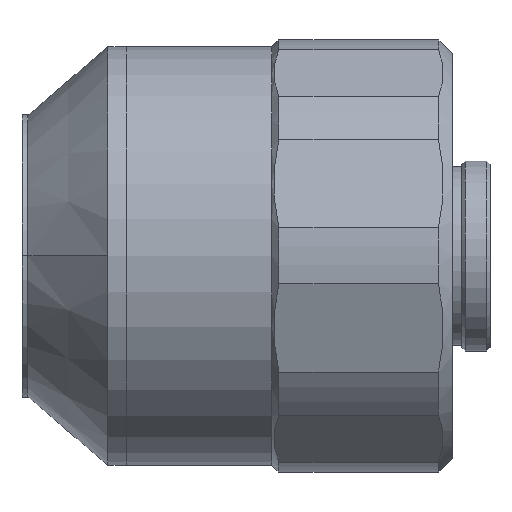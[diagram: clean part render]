
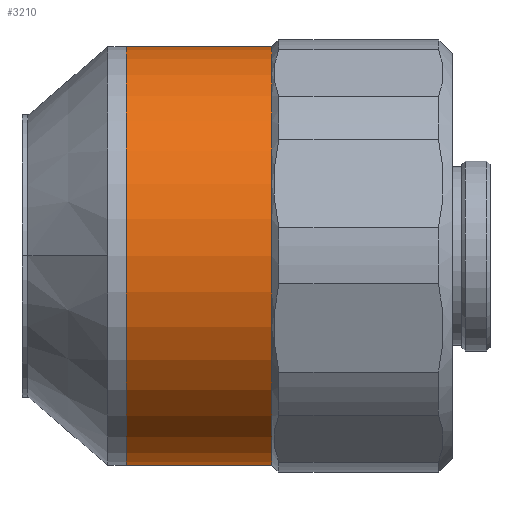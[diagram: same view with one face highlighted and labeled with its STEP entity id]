
A CAD part, top view. The second image highlights one B-rep face of the part: STEP entity #3210.
In plain terms, the highlighted cylindrical face has radius 22.3 mm (diameter 44.6 mm), a partial arc.
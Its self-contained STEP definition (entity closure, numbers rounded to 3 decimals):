
#68 = VERTEX_POINT ( 'NONE', #2482 ) ;
#69 = VERTEX_POINT ( 'NONE', #2481 ) ;
#475 = EDGE_CURVE ( 'NONE', #69, #68, #3411, .T. ) ;
#476 = EDGE_CURVE ( 'NONE', #3100, #68, #2802, .T. ) ;
#478 = EDGE_CURVE ( 'NONE', #3103, #69, #2800, .T. ) ;
#481 = EDGE_CURVE ( 'NONE', #3103, #3100, #3397, .T. ) ;
#1051 = DIRECTION ( 'NONE',  ( 0., -1., 0. ) ) ;
#1052 = DIRECTION ( 'NONE',  ( -1., 0., 0. ) ) ;
#1053 = CARTESIAN_POINT ( 'NONE',  ( 169.962, 173.429, -49.616 ) ) ;
#1224 = CARTESIAN_POINT ( 'NONE',  ( 177.709, 151.129, -49.616 ) ) ;
#1228 = CARTESIAN_POINT ( 'NONE',  ( 177.709, 195.729, -49.616 ) ) ;
#2204 = DIRECTION ( 'NONE',  ( -1., 0., 0. ) ) ;
#2206 = CARTESIAN_POINT ( 'NONE',  ( 169.962, 151.129, -49.616 ) ) ;
#2209 = DIRECTION ( 'NONE',  ( -1., 0., 0. ) ) ;
#2210 = CARTESIAN_POINT ( 'NONE',  ( 169.962, 195.729, -49.616 ) ) ;
#2211 = DIRECTION ( 'NONE',  ( 0., -1., 0. ) ) ;
#2213 = DIRECTION ( 'NONE',  ( -1., 0., 0. ) ) ;
#2214 = DIRECTION ( 'NONE',  ( -1., 0., 0. ) ) ;
#2215 = CARTESIAN_POINT ( 'NONE',  ( 162.215, 173.429, -49.616 ) ) ;
#2233 = CARTESIAN_POINT ( 'NONE',  ( 177.709, 173.429, -49.616 ) ) ;
#2380 = DIRECTION ( 'NONE',  ( 0., -1., 0. ) ) ;
#2481 = CARTESIAN_POINT ( 'NONE',  ( 162.215, 151.129, -49.616 ) ) ;
#2482 = CARTESIAN_POINT ( 'NONE',  ( 162.215, 195.729, -49.616 ) ) ;
#2592 = CYLINDRICAL_SURFACE ( 'NONE', #3652, 22.3 ) ;
#2593 = FACE_OUTER_BOUND ( 'NONE', #2901, .T. ) ;
#2800 = LINE ( 'NONE', #2206, #3403 ) ;
#2802 = LINE ( 'NONE', #2210, #3408 ) ;
#2901 = EDGE_LOOP ( 'NONE', ( #2968, #2970, #2969, #2971 ) ) ;
#2968 = ORIENTED_EDGE ( 'NONE', *, *, #481, .T. ) ;
#2969 = ORIENTED_EDGE ( 'NONE', *, *, #475, .F. ) ;
#2970 = ORIENTED_EDGE ( 'NONE', *, *, #476, .T. ) ;
#2971 = ORIENTED_EDGE ( 'NONE', *, *, #478, .F. ) ;
#3100 = VERTEX_POINT ( 'NONE', #1228 ) ;
#3103 = VERTEX_POINT ( 'NONE', #1224 ) ;
#3210 = ADVANCED_FACE ( 'NONE', ( #2593 ), #2592, .T. ) ;
#3397 = CIRCLE ( 'NONE', #3399, 22.3 ) ;
#3399 = AXIS2_PLACEMENT_3D ( 'NONE', #2233, #2213, #2380 ) ;
#3403 = VECTOR ( 'NONE', #2204, 1000. ) ;
#3407 = AXIS2_PLACEMENT_3D ( 'NONE', #2215, #2214, #2211 ) ;
#3408 = VECTOR ( 'NONE', #2209, 1000. ) ;
#3411 = CIRCLE ( 'NONE', #3407, 22.3 ) ;
#3652 = AXIS2_PLACEMENT_3D ( 'NONE', #1053, #1052, #1051 ) ;
